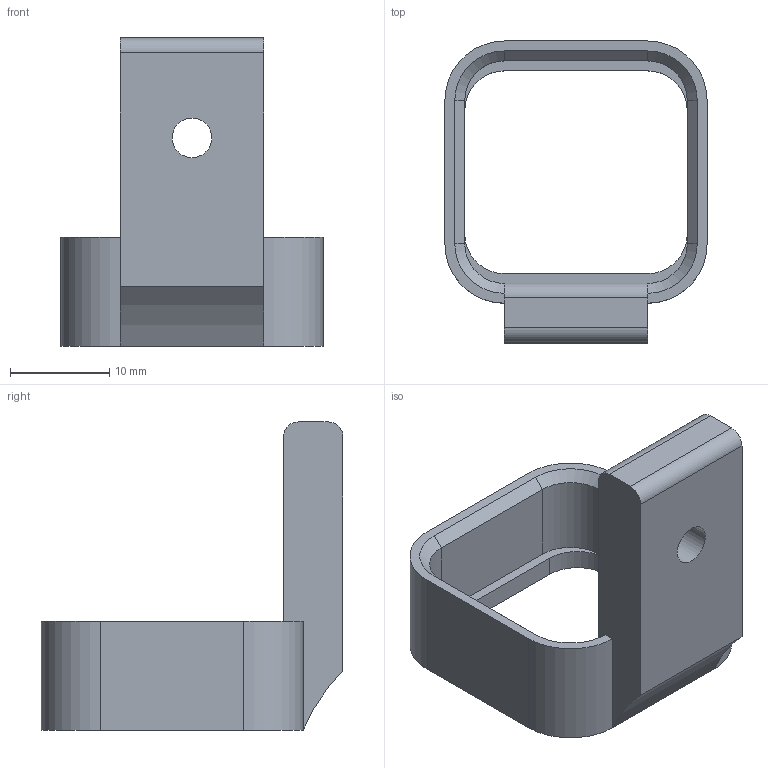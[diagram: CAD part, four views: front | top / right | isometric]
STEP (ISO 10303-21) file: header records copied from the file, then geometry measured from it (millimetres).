
FILE_DESCRIPTION(/* description */ (''),/* implementation_level */ '2;1');
FILE_NAME(/* name */ 'battery_mount_opt.step',/* time_stamp */ '2019-04-04T16:42:24-04:00',/* author */ (''),/* organization */ (''),/* preprocessor_version */ 'ST-DEVELOPER v17.2',/* originating_system */ 'Autodesk Translation Framework v7.6.0.251',/* authorisation */ '');
FILE_SCHEMA (('AUTOMOTIVE_DESIGN { 1 0 10303 214 3 1 1 }'));
Length unit declared in the file: millimetre
Products named in the file (1): battery_mount_opt
Bounding box: 26.45 x 30.45 x 31.08 mm (x, y, z)
Volume: 3909 mm3; surface area: 3407.6 mm2
Topology: 1 solids, 1 shells, 42 faces, 112 edges, 72 vertices
Faces by surface type: plane 21, cylinder 17, cone 4
Full cylindrical faces by diameter (mm): 4 x1, 10 x1
Entity records: 1353 total; most frequent: DIRECTION 238, CARTESIAN_POINT 227, ORIENTED_EDGE 224, EDGE_CURVE 112, AXIS2_PLACEMENT_3D 83, LINE 72, VECTOR 72, VERTEX_POINT 72
